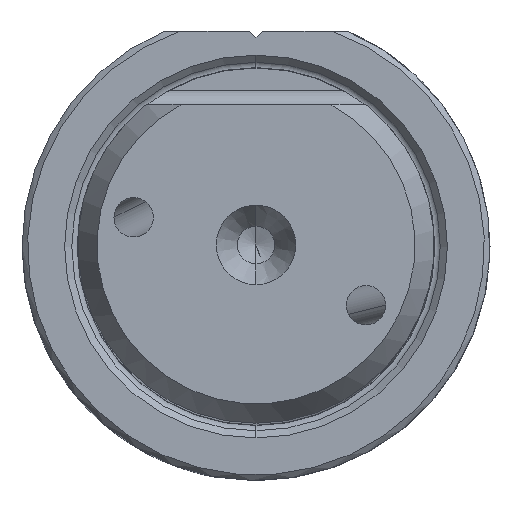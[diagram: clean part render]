
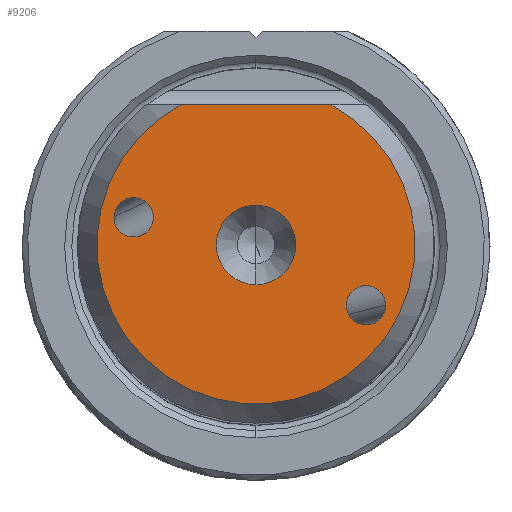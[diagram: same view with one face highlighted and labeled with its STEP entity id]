
A CAD part, top view. The second image highlights one B-rep face of the part: STEP entity #9206.
In plain terms, the highlighted planar face has unit normal (0, 0, 1).
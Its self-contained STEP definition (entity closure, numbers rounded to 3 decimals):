
#2584=CARTESIAN_POINT('',(6.927,-3.224,50.8));
#2585=CARTESIAN_POINT('',(6.927,-3.348,50.8));
#2586=CARTESIAN_POINT('',(6.882,-3.615,50.8));
#2587=CARTESIAN_POINT('',(6.681,-3.926,50.8));
#2588=CARTESIAN_POINT('',(6.454,-4.11,50.8));
#2589=CARTESIAN_POINT('',(6.264,-4.208,50.8));
#2590=CARTESIAN_POINT('',(6.099,-4.254,50.8));
#2591=CARTESIAN_POINT('',(5.969,-4.272,50.8));
#2592=CARTESIAN_POINT('',(5.875,-4.276,50.8));
#2593=CARTESIAN_POINT('',(5.781,-4.272,50.8));
#2594=CARTESIAN_POINT('',(5.652,-4.254,50.8));
#2595=CARTESIAN_POINT('',(5.487,-4.208,50.8));
#2596=CARTESIAN_POINT('',(5.297,-4.11,50.8));
#2597=CARTESIAN_POINT('',(5.07,-3.927,50.8));
#2598=CARTESIAN_POINT('',(4.869,-3.616,50.8));
#2599=CARTESIAN_POINT('',(4.824,-3.349,50.8));
#2600=CARTESIAN_POINT('',(4.824,-3.225,50.8));
#2636=CARTESIAN_POINT('',(4.824,-3.225,50.8));
#2637=CARTESIAN_POINT('',(4.824,-3.101,50.8));
#2638=CARTESIAN_POINT('',(4.869,-2.834,50.8));
#2639=CARTESIAN_POINT('',(5.07,-2.523,50.8));
#2640=CARTESIAN_POINT('',(5.297,-2.339,50.8));
#2641=CARTESIAN_POINT('',(5.487,-2.241,50.8));
#2642=CARTESIAN_POINT('',(5.652,-2.195,50.8));
#2643=CARTESIAN_POINT('',(5.781,-2.177,50.8));
#2644=CARTESIAN_POINT('',(5.875,-2.173,50.8));
#2645=CARTESIAN_POINT('',(5.969,-2.177,50.8));
#2646=CARTESIAN_POINT('',(6.099,-2.195,50.8));
#2647=CARTESIAN_POINT('',(6.264,-2.241,50.8));
#2648=CARTESIAN_POINT('',(6.454,-2.339,50.8));
#2649=CARTESIAN_POINT('',(6.681,-2.522,50.8));
#2650=CARTESIAN_POINT('',(6.882,-2.833,50.8));
#2651=CARTESIAN_POINT('',(6.927,-3.1,50.8));
#2652=CARTESIAN_POINT('',(6.927,-3.224,50.8));
#2664=CARTESIAN_POINT('',(0.,0.,50.8));
#2665=DIRECTION('',(0.,0.,-1.));
#2666=DIRECTION('',(0.464,0.886,0.));
#2667=AXIS2_PLACEMENT_3D('',#2664,#2665,#2666);
#2672=CARTESIAN_POINT('',(0.,0.,50.8));
#2673=DIRECTION('',(0.,0.,1.));
#2674=DIRECTION('',(0.,1.,0.));
#2675=AXIS2_PLACEMENT_3D('',#2672,#2673,#2674);
#2680=CARTESIAN_POINT('',(0.,0.,50.8));
#2681=DIRECTION('',(0.,0.,1.));
#2682=DIRECTION('',(0.,-1.,0.));
#2683=AXIS2_PLACEMENT_3D('',#2680,#2681,#2682);
#2688=CARTESIAN_POINT('',(-7.589,1.473,50.8));
#2689=CARTESIAN_POINT('',(-7.589,1.349,50.8));
#2690=CARTESIAN_POINT('',(-7.544,1.082,50.8));
#2691=CARTESIAN_POINT('',(-7.343,0.771,50.8));
#2692=CARTESIAN_POINT('',(-7.116,0.588,50.8));
#2693=CARTESIAN_POINT('',(-6.926,0.49,50.8));
#2694=CARTESIAN_POINT('',(-6.761,0.444,50.8));
#2695=CARTESIAN_POINT('',(-6.632,0.427,50.8));
#2696=CARTESIAN_POINT('',(-6.538,0.423,50.8));
#2697=CARTESIAN_POINT('',(-6.444,0.427,50.8));
#2698=CARTESIAN_POINT('',(-6.314,0.445,50.8));
#2699=CARTESIAN_POINT('',(-6.15,0.491,50.8));
#2700=CARTESIAN_POINT('',(-5.959,0.589,50.8));
#2701=CARTESIAN_POINT('',(-5.732,0.773,50.8));
#2702=CARTESIAN_POINT('',(-5.531,1.084,50.8));
#2703=CARTESIAN_POINT('',(-5.487,1.352,50.8));
#2704=CARTESIAN_POINT('',(-5.487,1.476,50.8));
#2709=CARTESIAN_POINT('',(-5.487,1.476,50.8));
#2710=CARTESIAN_POINT('',(-5.487,1.599,50.8));
#2711=CARTESIAN_POINT('',(-5.531,1.867,50.8));
#2712=CARTESIAN_POINT('',(-5.732,2.178,50.8));
#2713=CARTESIAN_POINT('',(-5.959,2.361,50.8));
#2714=CARTESIAN_POINT('',(-6.15,2.458,50.8));
#2715=CARTESIAN_POINT('',(-6.314,2.505,50.8));
#2716=CARTESIAN_POINT('',(-6.444,2.522,50.8));
#2717=CARTESIAN_POINT('',(-6.538,2.526,50.8));
#2718=CARTESIAN_POINT('',(-6.632,2.522,50.8));
#2719=CARTESIAN_POINT('',(-6.761,2.504,50.8));
#2720=CARTESIAN_POINT('',(-6.926,2.458,50.8));
#2721=CARTESIAN_POINT('',(-7.116,2.359,50.8));
#2722=CARTESIAN_POINT('',(-7.343,2.176,50.8));
#2723=CARTESIAN_POINT('',(-7.544,1.865,50.8));
#2724=CARTESIAN_POINT('',(-7.589,1.597,50.8));
#2725=CARTESIAN_POINT('',(-7.589,1.473,50.8));
#2730=DIRECTION('',(-1.,0.,0.));
#2731=VECTOR('',#2730,7.893);
#2732=CARTESIAN_POINT('',(3.947,7.525,50.8));
#2733=LINE('',#2732,#2731);
#6464=CARTESIAN_POINT('',(-7.589,1.473,50.8));
#6465=VERTEX_POINT('',#6464);
#6468=CARTESIAN_POINT('',(-5.487,1.476,50.8));
#6469=VERTEX_POINT('',#6468);
#6470=CARTESIAN_POINT('',(0.,2.125,50.8));
#6471=CARTESIAN_POINT('',(0.,-2.125,50.8));
#6472=VERTEX_POINT('',#6470);
#6473=VERTEX_POINT('',#6471);
#6474=CARTESIAN_POINT('',(3.947,7.525,50.8));
#6475=CARTESIAN_POINT('',(-3.947,7.525,50.8));
#6476=VERTEX_POINT('',#6474);
#6477=VERTEX_POINT('',#6475);
#6478=VERTEX_POINT('',#2584);
#6479=VERTEX_POINT('',#2600);
#9179=CARTESIAN_POINT('',(0.,-0.487,50.8));
#9180=DIRECTION('',(0.,0.,1.));
#9181=DIRECTION('',(-1.,0.,0.));
#9182=AXIS2_PLACEMENT_3D('',#9179,#9180,#9181);
#9183=PLANE('',#9182);
#9185=ORIENTED_EDGE('',*,*,#9184,.F.);
#9187=ORIENTED_EDGE('',*,*,#9186,.T.);
#9188=EDGE_LOOP('',(#9185,#9187));
#9189=FACE_OUTER_BOUND('',#9188,.F.);
#9191=ORIENTED_EDGE('',*,*,#9190,.T.);
#9193=ORIENTED_EDGE('',*,*,#9192,.T.);
#9194=EDGE_LOOP('',(#9191,#9193));
#9195=FACE_BOUND('',#9194,.F.);
#9197=ORIENTED_EDGE('',*,*,#9196,.T.);
#9199=ORIENTED_EDGE('',*,*,#9198,.T.);
#9200=EDGE_LOOP('',(#9197,#9199));
#9201=FACE_BOUND('',#9200,.F.);
#9202=ORIENTED_EDGE('',*,*,#9143,.F.);
#9203=ORIENTED_EDGE('',*,*,#9166,.F.);
#9204=EDGE_LOOP('',(#9202,#9203));
#9205=FACE_BOUND('',#9204,.F.);
#2601=B_SPLINE_CURVE_WITH_KNOTS('',3,(#2584,#2585,#2586,#2587,#2588,#2589,#2590,
#2591,#2592,#2593,#2594,#2595,#2596,#2597,#2598,#2599,#2600),.UNSPECIFIED.,.F.,
.F.,(4,1,1,1,1,1,1,1,1,1,1,1,1,1,4),(0.,0.125,0.25,0.313,0.375,
0.438,0.469,0.5,0.531,0.563,0.625,0.688,0.75,0.875,
1.),.UNSPECIFIED.);
#2653=B_SPLINE_CURVE_WITH_KNOTS('',3,(#2636,#2637,#2638,#2639,#2640,#2641,#2642,
#2643,#2644,#2645,#2646,#2647,#2648,#2649,#2650,#2651,#2652),.UNSPECIFIED.,.F.,
.F.,(4,1,1,1,1,1,1,1,1,1,1,1,1,1,4),(0.,0.125,0.25,0.313,0.375,
0.438,0.469,0.5,0.531,0.563,0.625,0.688,0.75,0.875,
1.),.UNSPECIFIED.);
#2668=CIRCLE('',#2667,8.497);
#2676=CIRCLE('',#2675,2.125);
#2684=CIRCLE('',#2683,2.125);
#2705=B_SPLINE_CURVE_WITH_KNOTS('',3,(#2688,#2689,#2690,#2691,#2692,#2693,#2694,
#2695,#2696,#2697,#2698,#2699,#2700,#2701,#2702,#2703,#2704),.UNSPECIFIED.,.F.,
.F.,(4,1,1,1,1,1,1,1,1,1,1,1,1,1,4),(0.,0.125,0.25,0.313,0.375,
0.438,0.469,0.5,0.531,0.563,0.625,0.688,0.75,0.875,
1.),.UNSPECIFIED.);
#2726=B_SPLINE_CURVE_WITH_KNOTS('',3,(#2709,#2710,#2711,#2712,#2713,#2714,#2715,
#2716,#2717,#2718,#2719,#2720,#2721,#2722,#2723,#2724,#2725),.UNSPECIFIED.,.F.,
.F.,(4,1,1,1,1,1,1,1,1,1,1,1,1,1,4),(0.,0.125,0.25,0.313,0.375,
0.438,0.469,0.5,0.531,0.563,0.625,0.688,0.75,0.875,
1.),.UNSPECIFIED.);
#9143=EDGE_CURVE('',#6478,#6479,#2601,.T.);
#9166=EDGE_CURVE('',#6479,#6478,#2653,.T.);
#9184=EDGE_CURVE('',#6476,#6477,#2733,.T.);
#9186=EDGE_CURVE('',#6476,#6477,#2668,.T.);
#9190=EDGE_CURVE('',#6472,#6473,#2676,.T.);
#9192=EDGE_CURVE('',#6473,#6472,#2684,.T.);
#9196=EDGE_CURVE('',#6465,#6469,#2705,.T.);
#9198=EDGE_CURVE('',#6469,#6465,#2726,.T.);
#9206=ADVANCED_FACE('',(#9189,#9195,#9201,#9205),#9183,.T.);
